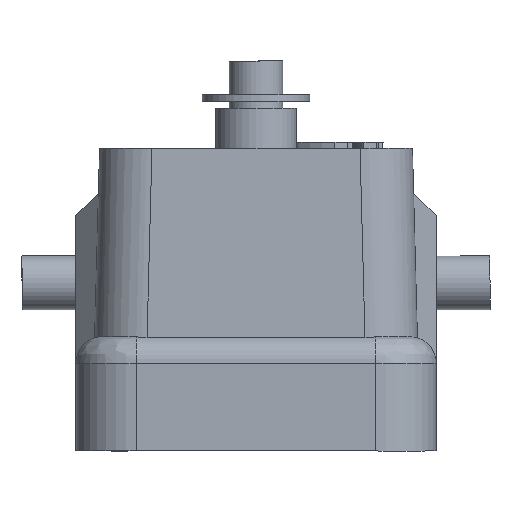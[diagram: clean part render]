
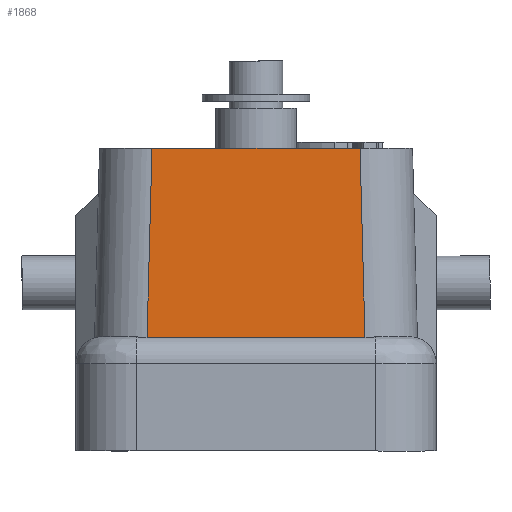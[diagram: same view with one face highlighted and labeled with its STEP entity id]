
A CAD part, left-side view. The second image highlights one B-rep face of the part: STEP entity #1868.
In plain terms, the highlighted planar face has unit normal (-1, 0, 0.026).
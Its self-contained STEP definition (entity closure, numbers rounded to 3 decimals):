
#1608=FACE_OUTER_BOUND('',#2430,.T.);
#1868=ADVANCED_FACE('',(#1608),#2080,.T.);
#2080=PLANE('',#5839);
#2430=EDGE_LOOP('',(#4015,#4016,#4017,#4018));
#2840=LINE('',#7746,#3247);
#2841=LINE('',#7750,#3248);
#2842=LINE('',#7753,#3249);
#2843=LINE('',#7754,#3250);
#3247=VECTOR('',#6601,1.);
#3248=VECTOR('',#6606,1.);
#3249=VECTOR('',#6607,1.);
#3250=VECTOR('',#6608,1.);
#4015=ORIENTED_EDGE('',*,*,#5197,.F.);
#4016=ORIENTED_EDGE('',*,*,#5198,.T.);
#4017=ORIENTED_EDGE('',*,*,#5195,.T.);
#4018=ORIENTED_EDGE('',*,*,#5199,.T.);
#4725=VERTEX_POINT('',#7745);
#4726=VERTEX_POINT('',#7747);
#4727=VERTEX_POINT('',#7751);
#4728=VERTEX_POINT('',#7752);
#5195=EDGE_CURVE('',#4726,#4725,#2840,.T.);
#5197=EDGE_CURVE('',#4727,#4728,#2841,.T.);
#5198=EDGE_CURVE('',#4727,#4726,#2842,.T.);
#5199=EDGE_CURVE('',#4725,#4728,#2843,.T.);
#5839=AXIS2_PLACEMENT_3D('',#7755,#6609,#6610);
#6601=DIRECTION('',(0.,1.,0.));
#6606=DIRECTION('',(0.,1.,0.));
#6607=DIRECTION('',(0.026,0.026,0.999));
#6608=DIRECTION('',(-0.026,0.026,-0.999));
#6609=DIRECTION('',(-1.,0.,0.026));
#6610=DIRECTION('',(0.026,0.,1.));
#7745=CARTESIAN_POINT('',(-11.502,7.735,22.5));
#7746=CARTESIAN_POINT('',(-11.502,-9.102,22.5));
#7747=CARTESIAN_POINT('',(-11.502,-7.735,22.5));
#7750=CARTESIAN_POINT('',(-11.87,-8.102,8.465));
#7751=CARTESIAN_POINT('',(-11.87,-8.102,8.465));
#7752=CARTESIAN_POINT('',(-11.87,8.102,8.465));
#7753=CARTESIAN_POINT('',(-11.87,-8.102,8.465));
#7754=CARTESIAN_POINT('',(-11.553,7.786,20.552));
#7755=CARTESIAN_POINT('',(-11.896,-9.102,7.466));
